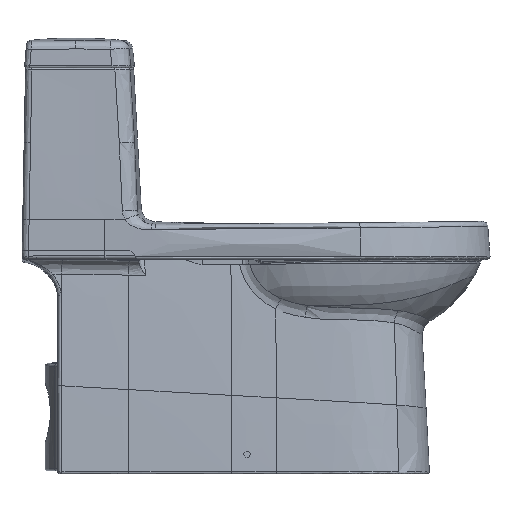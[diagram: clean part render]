
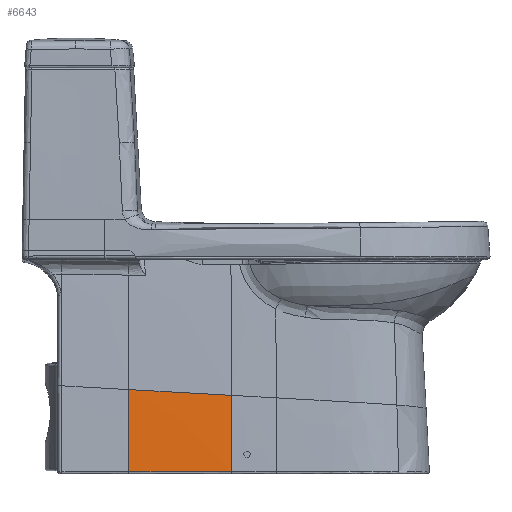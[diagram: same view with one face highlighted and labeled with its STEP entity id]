
A CAD part, left-side view. The second image highlights one B-rep face of the part: STEP entity #6643.
In plain terms, the highlighted free-form (B-spline) face has degree [3, 3] with [4, 7] control points.
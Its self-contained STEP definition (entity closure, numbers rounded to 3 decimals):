
#1112=B_SPLINE_SURFACE_WITH_KNOTS('',3,3,((#103992,#103993,#103994,#103995,
#103996,#103997,#103998),(#103999,#104000,#104001,#104002,#104003,#104004,
#104005),(#104006,#104007,#104008,#104009,#104010,#104011,#104012),(#104013,
#104014,#104015,#104016,#104017,#104018,#104019)),.UNSPECIFIED.,.F.,.F.,
 .F.,(4,4),(4,1,1,1,4),(0.,1.),(0.,0.25,0.5,0.75,1.),.UNSPECIFIED.);
#2976=B_SPLINE_CURVE_WITH_KNOTS('',3,(#47705,#47706,#47707,#47708),
 .UNSPECIFIED.,.F.,.F.,(4,4),(0.,1.),.UNSPECIFIED.);
#4236=B_SPLINE_CURVE_WITH_KNOTS('',3,(#103905,#103906,#103907,#103908),
 .UNSPECIFIED.,.F.,.F.,(4,4),(0.,1.),.UNSPECIFIED.);
#4238=B_SPLINE_CURVE_WITH_KNOTS('',3,(#103975,#103976,#103977,#103978,#103979,
#103980,#103981,#103982,#103983,#103984),.UNSPECIFIED.,.F.,.F.,(4,3,3,4),
(0.,0.41,0.705,1.),.UNSPECIFIED.);
#4239=B_SPLINE_CURVE_WITH_KNOTS('',3,(#103985,#103986,#103987,#103988,#103989,
#103990,#103991),.UNSPECIFIED.,.F.,.F.,(4,1,1,1,4),(0.,0.25,0.5,0.75,1.),
 .UNSPECIFIED.);
#6643=ADVANCED_FACE('',(#8532),#1112,.T.);
#8532=FACE_OUTER_BOUND('',#10365,.T.);
#10365=EDGE_LOOP('',(#16661,#16662,#16663,#16664));
#16661=ORIENTED_EDGE('',*,*,#26870,.F.);
#16662=ORIENTED_EDGE('',*,*,#26872,.T.);
#16663=ORIENTED_EDGE('',*,*,#25458,.T.);
#16664=ORIENTED_EDGE('',*,*,#26873,.F.);
#22247=VERTEX_POINT('',#47709);
#22248=VERTEX_POINT('',#47710);
#23233=VERTEX_POINT('',#103904);
#23234=VERTEX_POINT('',#103909);
#25458=EDGE_CURVE('',#22247,#22248,#2976,.T.);
#26870=EDGE_CURVE('',#23233,#23234,#4236,.T.);
#26872=EDGE_CURVE('',#23233,#22247,#4238,.T.);
#26873=EDGE_CURVE('',#23234,#22248,#4239,.T.);
#47705=CARTESIAN_POINT('',(-150.701,56.138,-386.223));
#47706=CARTESIAN_POINT('',(-149.737,56.101,-345.808));
#47707=CARTESIAN_POINT('',(-148.578,56.121,-305.397));
#47708=CARTESIAN_POINT('',(-147.142,56.196,-264.997));
#47709=CARTESIAN_POINT('',(-150.628,56.136,-383.151));
#47710=CARTESIAN_POINT('',(-147.142,56.196,-264.997));
#103904=CARTESIAN_POINT('',(-160.323,214.76,-383.179));
#103905=CARTESIAN_POINT('',(-160.367,214.759,-386.223));
#103906=CARTESIAN_POINT('',(-159.739,214.775,-342.836));
#103907=CARTESIAN_POINT('',(-158.839,214.82,-299.452));
#103908=CARTESIAN_POINT('',(-157.546,214.892,-256.08));
#103909=CARTESIAN_POINT('',(-157.546,214.892,-256.08));
#103975=CARTESIAN_POINT('',(-160.323,214.76,-383.179));
#103976=CARTESIAN_POINT('',(-159.031,193.091,-383.175));
#103977=CARTESIAN_POINT('',(-157.73,171.423,-383.172));
#103978=CARTESIAN_POINT('',(-156.415,149.755,-383.168));
#103979=CARTESIAN_POINT('',(-155.469,134.151,-383.165));
#103980=CARTESIAN_POINT('',(-154.517,118.548,-383.163));
#103981=CARTESIAN_POINT('',(-153.554,102.945,-383.16));
#103982=CARTESIAN_POINT('',(-152.592,87.341,-383.157));
#103983=CARTESIAN_POINT('',(-151.618,71.738,-383.154));
#103984=CARTESIAN_POINT('',(-150.628,56.136,-383.151));
#103985=CARTESIAN_POINT('',(-157.546,214.892,-256.08));
#103986=CARTESIAN_POINT('',(-156.699,201.666,-256.823));
#103987=CARTESIAN_POINT('',(-154.998,175.216,-258.309));
#103988=CARTESIAN_POINT('',(-152.42,135.544,-260.538));
#103989=CARTESIAN_POINT('',(-149.812,95.874,-262.767));
#103990=CARTESIAN_POINT('',(-148.041,69.42,-264.254));
#103991=CARTESIAN_POINT('',(-147.142,56.196,-264.997));
#103992=CARTESIAN_POINT('',(-150.651,56.136,-384.098));
#103993=CARTESIAN_POINT('',(-151.489,69.357,-384.085));
#103994=CARTESIAN_POINT('',(-153.141,95.803,-384.059));
#103995=CARTESIAN_POINT('',(-155.568,135.456,-384.02));
#103996=CARTESIAN_POINT('',(-157.966,175.108,-383.981));
#103997=CARTESIAN_POINT('',(-159.547,201.542,-383.955));
#103998=CARTESIAN_POINT('',(-160.334,214.76,-383.942));
#103999=CARTESIAN_POINT('',(-149.696,56.102,-344.392));
#104000=CARTESIAN_POINT('',(-150.562,69.326,-344.135));
#104001=CARTESIAN_POINT('',(-152.268,95.778,-343.622));
#104002=CARTESIAN_POINT('',(-154.777,135.443,-342.853));
#104003=CARTESIAN_POINT('',(-157.258,175.109,-342.084));
#104004=CARTESIAN_POINT('',(-158.893,201.554,-341.571));
#104005=CARTESIAN_POINT('',(-159.708,214.777,-341.315));
#104006=CARTESIAN_POINT('',(-148.553,56.122,-304.689));
#104007=CARTESIAN_POINT('',(-149.44,69.347,-304.189));
#104008=CARTESIAN_POINT('',(-151.188,95.802,-303.189));
#104009=CARTESIAN_POINT('',(-153.76,135.473,-301.69));
#104010=CARTESIAN_POINT('',(-156.303,175.145,-300.19));
#104011=CARTESIAN_POINT('',(-157.981,201.595,-299.191));
#104012=CARTESIAN_POINT('',(-158.816,214.821,-298.691));
#104013=CARTESIAN_POINT('',(-147.142,56.196,-264.997));
#104014=CARTESIAN_POINT('',(-148.041,69.42,-264.254));
#104015=CARTESIAN_POINT('',(-149.812,95.874,-262.767));
#104016=CARTESIAN_POINT('',(-152.42,135.544,-260.538));
#104017=CARTESIAN_POINT('',(-154.998,175.216,-258.309));
#104018=CARTESIAN_POINT('',(-156.699,201.666,-256.823));
#104019=CARTESIAN_POINT('',(-157.546,214.892,-256.08));
